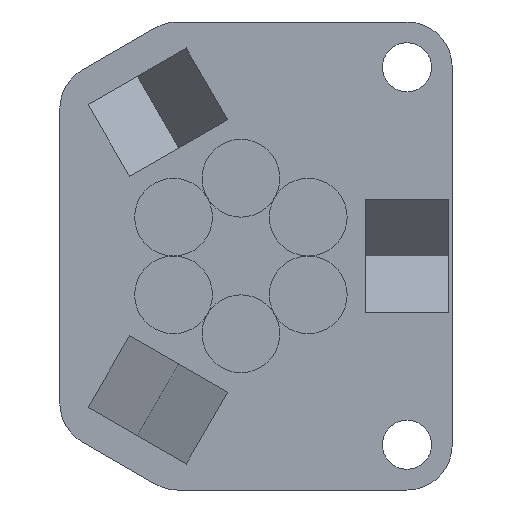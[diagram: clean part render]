
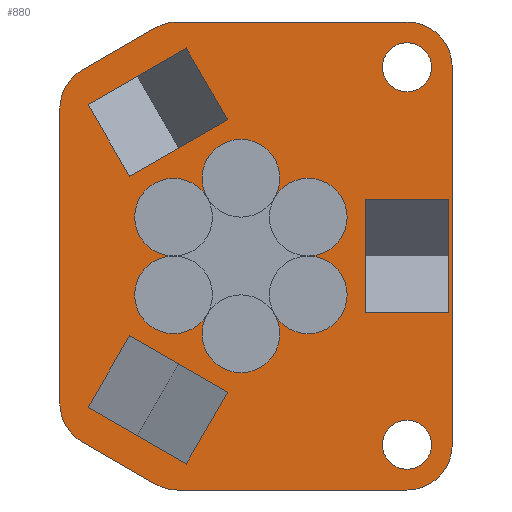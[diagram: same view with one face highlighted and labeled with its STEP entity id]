
A CAD part, left-side view. The second image highlights one B-rep face of the part: STEP entity #880.
In plain terms, the highlighted planar face has unit normal (-1, 0, 0).
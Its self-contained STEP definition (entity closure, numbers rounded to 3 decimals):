
#17=FACE_BOUND('',#157,.T.);
#18=FACE_BOUND('',#158,.T.);
#19=FACE_BOUND('',#159,.T.);
#20=FACE_BOUND('',#160,.T.);
#21=FACE_BOUND('',#161,.T.);
#22=FACE_BOUND('',#162,.T.);
#54=PLANE('',#990);
#101=FACE_OUTER_BOUND('',#156,.T.);
#156=EDGE_LOOP('',(#753,#754,#755,#756,#757,#758,#759,#760,#761,#762,#763,
#764));
#157=EDGE_LOOP('',(#765,#766,#767,#768,#769,#770));
#158=EDGE_LOOP('',(#771));
#159=EDGE_LOOP('',(#772));
#160=EDGE_LOOP('',(#773,#774,#775,#776));
#161=EDGE_LOOP('',(#777,#778,#779,#780));
#162=EDGE_LOOP('',(#781,#782,#783,#784));
#174=LINE('',#1290,#257);
#182=LINE('',#1323,#265);
#187=LINE('',#1336,#270);
#194=LINE('',#1352,#277);
#199=LINE('',#1362,#282);
#207=LINE('',#1379,#290);
#212=LINE('',#1389,#295);
#220=LINE('',#1406,#303);
#225=LINE('',#1416,#308);
#227=LINE('',#1443,#310);
#228=LINE('',#1445,#311);
#229=LINE('',#1447,#312);
#230=LINE('',#1449,#313);
#231=LINE('',#1451,#314);
#232=LINE('',#1453,#315);
#243=LINE('',#1493,#326);
#244=LINE('',#1495,#327);
#246=LINE('',#1501,#329);
#257=VECTOR('',#1018,10.);
#265=VECTOR('',#1048,10.);
#270=VECTOR('',#1063,10.);
#277=VECTOR('',#1074,10.);
#282=VECTOR('',#1083,10.);
#290=VECTOR('',#1095,10.);
#295=VECTOR('',#1104,10.);
#303=VECTOR('',#1116,10.);
#308=VECTOR('',#1125,10.);
#310=VECTOR('',#1165,10.);
#311=VECTOR('',#1168,10.);
#312=VECTOR('',#1171,10.);
#313=VECTOR('',#1174,10.);
#314=VECTOR('',#1177,10.);
#315=VECTOR('',#1180,10.);
#326=VECTOR('',#1229,10.);
#327=VECTOR('',#1232,10.);
#329=VECTOR('',#1240,10.);
#337=CIRCLE('',#913,6.);
#345=CIRCLE('',#924,6.);
#346=CIRCLE('',#927,6.);
#347=CIRCLE('',#929,6.);
#360=CIRCLE('',#968,3.25);
#361=CIRCLE('',#970,3.25);
#362=CIRCLE('',#972,5.15);
#363=CIRCLE('',#974,5.15);
#364=CIRCLE('',#976,5.15);
#365=CIRCLE('',#978,5.15);
#366=CIRCLE('',#980,5.15);
#367=CIRCLE('',#982,5.15);
#368=CIRCLE('',#984,6.);
#369=CIRCLE('',#988,6.);
#378=VERTEX_POINT('',#1280);
#379=VERTEX_POINT('',#1282);
#381=VERTEX_POINT('',#1288);
#393=VERTEX_POINT('',#1316);
#394=VERTEX_POINT('',#1318);
#395=VERTEX_POINT('',#1322);
#396=VERTEX_POINT('',#1326);
#397=VERTEX_POINT('',#1330);
#398=VERTEX_POINT('',#1334);
#404=VERTEX_POINT('',#1349);
#405=VERTEX_POINT('',#1351);
#407=VERTEX_POINT('',#1359);
#408=VERTEX_POINT('',#1361);
#414=VERTEX_POINT('',#1376);
#415=VERTEX_POINT('',#1378);
#417=VERTEX_POINT('',#1386);
#418=VERTEX_POINT('',#1388);
#424=VERTEX_POINT('',#1403);
#425=VERTEX_POINT('',#1405);
#427=VERTEX_POINT('',#1413);
#428=VERTEX_POINT('',#1415);
#435=VERTEX_POINT('',#1455);
#436=VERTEX_POINT('',#1459);
#437=VERTEX_POINT('',#1463);
#438=VERTEX_POINT('',#1464);
#439=VERTEX_POINT('',#1469);
#440=VERTEX_POINT('',#1473);
#441=VERTEX_POINT('',#1477);
#442=VERTEX_POINT('',#1481);
#443=VERTEX_POINT('',#1487);
#444=VERTEX_POINT('',#1488);
#445=VERTEX_POINT('',#1497);
#448=EDGE_CURVE('',#378,#379,#337,.T.);
#452=EDGE_CURVE('',#381,#378,#174,.T.);
#466=EDGE_CURVE('',#393,#394,#345,.T.);
#468=EDGE_CURVE('',#394,#395,#182,.T.);
#470=EDGE_CURVE('',#395,#396,#346,.T.);
#473=EDGE_CURVE('',#397,#381,#347,.T.);
#475=EDGE_CURVE('',#398,#397,#187,.T.);
#482=EDGE_CURVE('',#404,#405,#194,.T.);
#487=EDGE_CURVE('',#407,#408,#199,.T.);
#495=EDGE_CURVE('',#414,#415,#207,.T.);
#500=EDGE_CURVE('',#417,#418,#212,.T.);
#508=EDGE_CURVE('',#424,#425,#220,.T.);
#513=EDGE_CURVE('',#427,#428,#225,.T.);
#527=EDGE_CURVE('',#425,#427,#227,.T.);
#528=EDGE_CURVE('',#428,#424,#228,.T.);
#529=EDGE_CURVE('',#418,#414,#229,.T.);
#530=EDGE_CURVE('',#415,#417,#230,.T.);
#531=EDGE_CURVE('',#408,#404,#231,.T.);
#532=EDGE_CURVE('',#405,#407,#232,.T.);
#534=EDGE_CURVE('',#435,#435,#360,.T.);
#536=EDGE_CURVE('',#436,#436,#361,.T.);
#537=EDGE_CURVE('',#437,#438,#362,.T.);
#540=EDGE_CURVE('',#439,#437,#363,.T.);
#542=EDGE_CURVE('',#440,#439,#364,.T.);
#544=EDGE_CURVE('',#441,#440,#365,.T.);
#546=EDGE_CURVE('',#442,#441,#366,.T.);
#548=EDGE_CURVE('',#438,#442,#367,.T.);
#549=EDGE_CURVE('',#443,#444,#368,.T.);
#552=EDGE_CURVE('',#396,#443,#243,.T.);
#553=EDGE_CURVE('',#379,#393,#244,.T.);
#554=EDGE_CURVE('',#445,#398,#369,.T.);
#556=EDGE_CURVE('',#444,#445,#246,.T.);
#753=ORIENTED_EDGE('',*,*,#448,.F.);
#754=ORIENTED_EDGE('',*,*,#452,.F.);
#755=ORIENTED_EDGE('',*,*,#473,.F.);
#756=ORIENTED_EDGE('',*,*,#475,.F.);
#757=ORIENTED_EDGE('',*,*,#554,.F.);
#758=ORIENTED_EDGE('',*,*,#556,.F.);
#759=ORIENTED_EDGE('',*,*,#549,.F.);
#760=ORIENTED_EDGE('',*,*,#552,.F.);
#761=ORIENTED_EDGE('',*,*,#470,.F.);
#762=ORIENTED_EDGE('',*,*,#468,.F.);
#763=ORIENTED_EDGE('',*,*,#466,.F.);
#764=ORIENTED_EDGE('',*,*,#553,.F.);
#765=ORIENTED_EDGE('',*,*,#548,.F.);
#766=ORIENTED_EDGE('',*,*,#537,.F.);
#767=ORIENTED_EDGE('',*,*,#540,.F.);
#768=ORIENTED_EDGE('',*,*,#542,.F.);
#769=ORIENTED_EDGE('',*,*,#544,.F.);
#770=ORIENTED_EDGE('',*,*,#546,.F.);
#771=ORIENTED_EDGE('',*,*,#536,.F.);
#772=ORIENTED_EDGE('',*,*,#534,.F.);
#773=ORIENTED_EDGE('',*,*,#532,.F.);
#774=ORIENTED_EDGE('',*,*,#482,.F.);
#775=ORIENTED_EDGE('',*,*,#531,.F.);
#776=ORIENTED_EDGE('',*,*,#487,.F.);
#777=ORIENTED_EDGE('',*,*,#530,.F.);
#778=ORIENTED_EDGE('',*,*,#495,.F.);
#779=ORIENTED_EDGE('',*,*,#529,.F.);
#780=ORIENTED_EDGE('',*,*,#500,.F.);
#781=ORIENTED_EDGE('',*,*,#528,.F.);
#782=ORIENTED_EDGE('',*,*,#513,.F.);
#783=ORIENTED_EDGE('',*,*,#527,.F.);
#784=ORIENTED_EDGE('',*,*,#508,.F.);
#880=ADVANCED_FACE('',(#101,#17,#18,#19,#20,#21,#22),#54,.F.);
#913=AXIS2_PLACEMENT_3D('',#1283,#1011,#1012);
#924=AXIS2_PLACEMENT_3D('',#1319,#1043,#1044);
#927=AXIS2_PLACEMENT_3D('',#1327,#1052,#1053);
#929=AXIS2_PLACEMENT_3D('',#1332,#1058,#1059);
#968=AXIS2_PLACEMENT_3D('',#1457,#1184,#1185);
#970=AXIS2_PLACEMENT_3D('',#1461,#1189,#1190);
#972=AXIS2_PLACEMENT_3D('',#1465,#1193,#1194);
#974=AXIS2_PLACEMENT_3D('',#1470,#1199,#1200);
#976=AXIS2_PLACEMENT_3D('',#1474,#1204,#1205);
#978=AXIS2_PLACEMENT_3D('',#1478,#1209,#1210);
#980=AXIS2_PLACEMENT_3D('',#1482,#1214,#1215);
#982=AXIS2_PLACEMENT_3D('',#1485,#1219,#1220);
#984=AXIS2_PLACEMENT_3D('',#1489,#1223,#1224);
#988=AXIS2_PLACEMENT_3D('',#1498,#1235,#1236);
#990=AXIS2_PLACEMENT_3D('',#1502,#1241,#1242);
#1011=DIRECTION('center_axis',(1.,0.,0.));
#1012=DIRECTION('ref_axis',(0.,0.866,-0.5));
#1018=DIRECTION('',(0.,0.866,0.5));
#1043=DIRECTION('center_axis',(1.,0.,0.));
#1044=DIRECTION('ref_axis',(0.,0.866,0.5));
#1048=DIRECTION('',(0.,-0.866,0.5));
#1052=DIRECTION('center_axis',(1.,0.,0.));
#1053=DIRECTION('ref_axis',(0.,0.259,0.966));
#1058=DIRECTION('center_axis',(1.,0.,0.));
#1059=DIRECTION('ref_axis',(0.,0.259,-0.966));
#1063=DIRECTION('',(0.,1.,0.));
#1074=DIRECTION('',(0.,-0.866,0.5));
#1083=DIRECTION('',(0.,0.866,-0.5));
#1095=DIRECTION('',(0.,0.866,0.5));
#1104=DIRECTION('',(0.,-0.866,-0.5));
#1116=DIRECTION('',(0.,0.,-1.));
#1125=DIRECTION('',(0.,0.,1.));
#1165=DIRECTION('',(0.,-1.,0.));
#1168=DIRECTION('',(0.,1.,0.));
#1171=DIRECTION('',(0.,-0.5,0.866));
#1174=DIRECTION('',(0.,0.5,-0.866));
#1177=DIRECTION('',(0.,-0.5,-0.866));
#1180=DIRECTION('',(0.,0.5,0.866));
#1184=DIRECTION('center_axis',(-1.,0.,0.));
#1185=DIRECTION('ref_axis',(0.,-1.,0.));
#1189=DIRECTION('center_axis',(-1.,0.,0.));
#1190=DIRECTION('ref_axis',(0.,-1.,0.));
#1193=DIRECTION('center_axis',(-1.,0.,0.));
#1194=DIRECTION('ref_axis',(0.,-1.,0.));
#1199=DIRECTION('center_axis',(-1.,0.,0.));
#1200=DIRECTION('ref_axis',(0.,-1.,0.));
#1204=DIRECTION('center_axis',(-1.,0.,0.));
#1205=DIRECTION('ref_axis',(0.,-1.,0.));
#1209=DIRECTION('center_axis',(-1.,0.,0.));
#1210=DIRECTION('ref_axis',(0.,-1.,0.));
#1214=DIRECTION('center_axis',(-1.,0.,0.));
#1215=DIRECTION('ref_axis',(0.,-1.,0.));
#1219=DIRECTION('center_axis',(-1.,0.,0.));
#1220=DIRECTION('ref_axis',(0.,-1.,0.));
#1223=DIRECTION('center_axis',(1.,0.,0.));
#1224=DIRECTION('ref_axis',(0.,0.,1.));
#1229=DIRECTION('',(0.,-1.,0.));
#1232=DIRECTION('',(0.,0.,1.));
#1235=DIRECTION('center_axis',(1.,0.,0.));
#1236=DIRECTION('ref_axis',(0.,-1.,0.));
#1240=DIRECTION('',(0.,0.,-1.));
#1241=DIRECTION('center_axis',(1.,0.,0.));
#1242=DIRECTION('ref_axis',(0.,0.,-1.));
#1280=CARTESIAN_POINT('',(0.,21.,-24.649));
#1282=CARTESIAN_POINT('',(0.,24.,-19.453));
#1283=CARTESIAN_POINT('Origin',(0.,18.,-19.453));
#1288=CARTESIAN_POINT('',(0.,11.392,-30.196));
#1290=CARTESIAN_POINT('',(0.,10.,-31.));
#1316=CARTESIAN_POINT('',(0.,24.,19.453));
#1318=CARTESIAN_POINT('',(0.,21.,24.649));
#1319=CARTESIAN_POINT('Origin',(0.,18.,19.453));
#1322=CARTESIAN_POINT('',(0.,11.392,30.196));
#1323=CARTESIAN_POINT('',(0.,24.,22.917));
#1326=CARTESIAN_POINT('',(0.,8.392,31.));
#1327=CARTESIAN_POINT('Origin',(0.,8.392,25.));
#1330=CARTESIAN_POINT('',(0.,8.392,-31.));
#1332=CARTESIAN_POINT('Origin',(0.,8.392,-25.));
#1334=CARTESIAN_POINT('',(0.,-22.,-31.));
#1336=CARTESIAN_POINT('',(0.,-22.,-31.));
#1349=CARTESIAN_POINT('',(0.,14.745,10.539));
#1351=CARTESIAN_POINT('',(0.,1.755,18.039));
#1352=CARTESIAN_POINT('',(0.,14.745,10.539));
#1359=CARTESIAN_POINT('',(0.,7.255,27.566));
#1361=CARTESIAN_POINT('',(0.,20.245,20.066));
#1362=CARTESIAN_POINT('',(0.,7.255,27.566));
#1376=CARTESIAN_POINT('',(0.,1.755,-18.039));
#1378=CARTESIAN_POINT('',(0.,14.745,-10.539));
#1379=CARTESIAN_POINT('',(0.,1.755,-18.039));
#1386=CARTESIAN_POINT('',(0.,20.245,-20.066));
#1388=CARTESIAN_POINT('',(0.,7.255,-27.566));
#1389=CARTESIAN_POINT('',(0.,20.245,-20.066));
#1403=CARTESIAN_POINT('',(0.,-16.5,7.5));
#1405=CARTESIAN_POINT('',(0.,-16.5,-7.5));
#1406=CARTESIAN_POINT('',(0.,-16.5,7.5));
#1413=CARTESIAN_POINT('',(0.,-27.5,-7.5));
#1415=CARTESIAN_POINT('',(0.,-27.5,7.5));
#1416=CARTESIAN_POINT('',(0.,-27.5,-7.5));
#1443=CARTESIAN_POINT('',(0.,-16.5,-7.5));
#1445=CARTESIAN_POINT('',(0.,-27.5,7.5));
#1447=CARTESIAN_POINT('',(0.,7.255,-27.566));
#1449=CARTESIAN_POINT('',(0.,14.745,-10.539));
#1451=CARTESIAN_POINT('',(0.,20.245,20.066));
#1453=CARTESIAN_POINT('',(0.,1.755,18.039));
#1455=CARTESIAN_POINT('',(0.,-18.75,25.));
#1457=CARTESIAN_POINT('Origin',(0.,-22.,25.));
#1459=CARTESIAN_POINT('',(0.,-18.75,-25.));
#1461=CARTESIAN_POINT('Origin',(0.,-22.,-25.));
#1463=CARTESIAN_POINT('',(0.,8.92,0.));
#1464=CARTESIAN_POINT('',(0.,4.46,-7.725));
#1465=CARTESIAN_POINT('Origin',(0.,8.92,-5.15));
#1469=CARTESIAN_POINT('',(0.,4.46,7.725));
#1470=CARTESIAN_POINT('Origin',(0.,8.92,5.15));
#1473=CARTESIAN_POINT('',(0.,-4.46,7.725));
#1474=CARTESIAN_POINT('Origin',(0.,0.,10.3));
#1477=CARTESIAN_POINT('',(0.,-8.92,0.));
#1478=CARTESIAN_POINT('Origin',(0.,-8.92,5.15));
#1481=CARTESIAN_POINT('',(0.,-4.46,-7.725));
#1482=CARTESIAN_POINT('Origin',(0.,-8.92,-5.15));
#1485=CARTESIAN_POINT('Origin',(0.,0.,-10.3));
#1487=CARTESIAN_POINT('',(0.,-22.,31.));
#1488=CARTESIAN_POINT('',(0.,-28.,25.));
#1489=CARTESIAN_POINT('Origin',(0.,-22.,25.));
#1493=CARTESIAN_POINT('',(0.,10.,31.));
#1495=CARTESIAN_POINT('',(0.,24.,-22.917));
#1497=CARTESIAN_POINT('',(0.,-28.,-25.));
#1498=CARTESIAN_POINT('Origin',(0.,-22.,-25.));
#1501=CARTESIAN_POINT('',(0.,-28.,25.));
#1502=CARTESIAN_POINT('Origin',(0.,-2.,0.));
